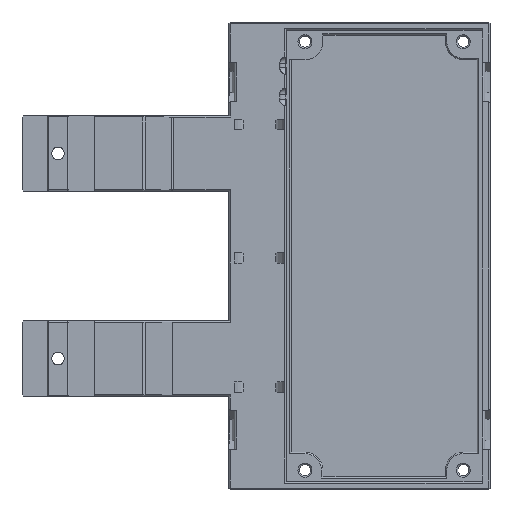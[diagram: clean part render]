
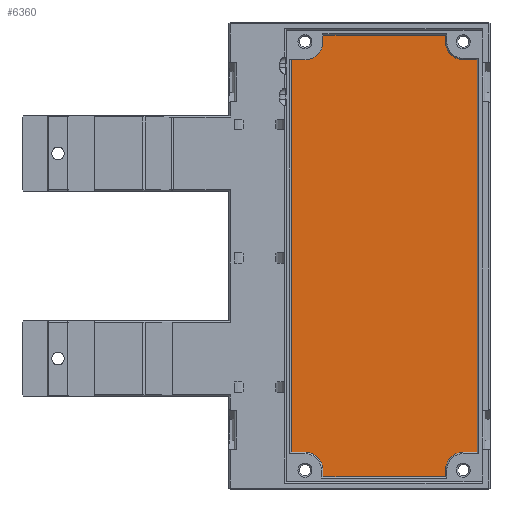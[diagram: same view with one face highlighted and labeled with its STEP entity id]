
A CAD part, top view. The second image highlights one B-rep face of the part: STEP entity #6360.
In plain terms, the highlighted planar face has unit normal (0, 0, 1).
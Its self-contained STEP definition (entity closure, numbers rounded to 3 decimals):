
#154=CIRCLE('',#6590,5.);
#155=CIRCLE('',#6595,5.);
#156=CIRCLE('',#6600,5.);
#239=CIRCLE('',#6915,5.);
#508=PLANE('',#6917);
#862=FACE_OUTER_BOUND('',#1237,.T.);
#1237=EDGE_LOOP('',(#5893,#5894,#5895,#5896,#5897,#5898,#5899,#5900,#5901,
#5902,#5903,#5904,#5905,#5906,#5907,#5908));
#1608=LINE('',#9687,#2316);
#1611=LINE('',#9692,#2319);
#1614=LINE('',#9700,#2322);
#1616=LINE('',#9704,#2324);
#1618=LINE('',#9708,#2326);
#1621=LINE('',#9716,#2329);
#1623=LINE('',#9720,#2331);
#1625=LINE('',#9724,#2333);
#1628=LINE('',#9732,#2336);
#1630=LINE('',#9736,#2338);
#1946=LINE('',#10545,#2654);
#1948=LINE('',#10551,#2656);
#2316=VECTOR('',#7704,10.);
#2319=VECTOR('',#7709,10.);
#2322=VECTOR('',#7718,10.);
#2324=VECTOR('',#7722,10.);
#2326=VECTOR('',#7726,10.);
#2329=VECTOR('',#7735,10.);
#2331=VECTOR('',#7739,10.);
#2333=VECTOR('',#7743,10.);
#2336=VECTOR('',#7752,10.);
#2338=VECTOR('',#7756,10.);
#2654=VECTOR('',#8694,10.);
#2656=VECTOR('',#8702,10.);
#3041=VERTEX_POINT('',#9684);
#3042=VERTEX_POINT('',#9686);
#3043=VERTEX_POINT('',#9690);
#3044=VERTEX_POINT('',#9694);
#3045=VERTEX_POINT('',#9698);
#3046=VERTEX_POINT('',#9702);
#3047=VERTEX_POINT('',#9706);
#3048=VERTEX_POINT('',#9710);
#3049=VERTEX_POINT('',#9714);
#3050=VERTEX_POINT('',#9718);
#3051=VERTEX_POINT('',#9722);
#3052=VERTEX_POINT('',#9726);
#3053=VERTEX_POINT('',#9730);
#3054=VERTEX_POINT('',#9734);
#3236=VERTEX_POINT('',#10543);
#3237=VERTEX_POINT('',#10547);
#3707=EDGE_CURVE('',#3041,#3042,#1608,.T.);
#3710=EDGE_CURVE('',#3043,#3041,#1611,.T.);
#3712=EDGE_CURVE('',#3044,#3043,#154,.T.);
#3714=EDGE_CURVE('',#3045,#3044,#1614,.T.);
#3716=EDGE_CURVE('',#3046,#3045,#1616,.T.);
#3718=EDGE_CURVE('',#3047,#3046,#1618,.T.);
#3720=EDGE_CURVE('',#3048,#3047,#155,.T.);
#3722=EDGE_CURVE('',#3049,#3048,#1621,.T.);
#3724=EDGE_CURVE('',#3050,#3049,#1623,.T.);
#3726=EDGE_CURVE('',#3051,#3050,#1625,.T.);
#3728=EDGE_CURVE('',#3052,#3051,#156,.T.);
#3730=EDGE_CURVE('',#3053,#3052,#1628,.T.);
#3732=EDGE_CURVE('',#3054,#3053,#1630,.T.);
#4138=EDGE_CURVE('',#3236,#3054,#1946,.T.);
#4140=EDGE_CURVE('',#3237,#3236,#239,.T.);
#4141=EDGE_CURVE('',#3042,#3237,#1948,.T.);
#5893=ORIENTED_EDGE('',*,*,#3732,.F.);
#5894=ORIENTED_EDGE('',*,*,#4138,.F.);
#5895=ORIENTED_EDGE('',*,*,#4140,.F.);
#5896=ORIENTED_EDGE('',*,*,#4141,.F.);
#5897=ORIENTED_EDGE('',*,*,#3707,.F.);
#5898=ORIENTED_EDGE('',*,*,#3710,.F.);
#5899=ORIENTED_EDGE('',*,*,#3712,.F.);
#5900=ORIENTED_EDGE('',*,*,#3714,.F.);
#5901=ORIENTED_EDGE('',*,*,#3716,.F.);
#5902=ORIENTED_EDGE('',*,*,#3718,.F.);
#5903=ORIENTED_EDGE('',*,*,#3720,.F.);
#5904=ORIENTED_EDGE('',*,*,#3722,.F.);
#5905=ORIENTED_EDGE('',*,*,#3724,.F.);
#5906=ORIENTED_EDGE('',*,*,#3726,.F.);
#5907=ORIENTED_EDGE('',*,*,#3728,.F.);
#5908=ORIENTED_EDGE('',*,*,#3730,.F.);
#6360=ADVANCED_FACE('',(#862),#508,.T.);
#6590=AXIS2_PLACEMENT_3D('',#9696,#7713,#7714);
#6595=AXIS2_PLACEMENT_3D('',#9712,#7730,#7731);
#6600=AXIS2_PLACEMENT_3D('',#9728,#7747,#7748);
#6915=AXIS2_PLACEMENT_3D('',#10549,#8698,#8699);
#6917=AXIS2_PLACEMENT_3D('',#10552,#8703,#8704);
#7704=DIRECTION('',(0.,1.,0.));
#7709=DIRECTION('',(-1.,0.,0.));
#7713=DIRECTION('center_axis',(0.,0.,1.));
#7714=DIRECTION('ref_axis',(1.,0.,0.));
#7718=DIRECTION('',(0.,1.,0.));
#7722=DIRECTION('',(-1.,0.001,0.));
#7726=DIRECTION('',(0.,-1.,0.));
#7730=DIRECTION('center_axis',(0.,0.,1.));
#7731=DIRECTION('ref_axis',(1.,0.,0.));
#7735=DIRECTION('',(-1.,0.,0.));
#7739=DIRECTION('',(0.,-1.,0.));
#7743=DIRECTION('',(1.,0.,0.));
#7747=DIRECTION('center_axis',(0.,0.,1.));
#7748=DIRECTION('ref_axis',(1.,0.,0.));
#7752=DIRECTION('',(0.,-1.,0.));
#7756=DIRECTION('',(1.,0.,0.));
#8694=DIRECTION('',(0.,1.,0.));
#8698=DIRECTION('center_axis',(0.,0.,1.));
#8699=DIRECTION('ref_axis',(1.,0.,0.));
#8702=DIRECTION('',(1.,0.,0.));
#8703=DIRECTION('center_axis',(0.,0.,1.));
#8704=DIRECTION('ref_axis',(1.,0.,0.));
#9684=CARTESIAN_POINT('',(9.8,-54.51,3.05));
#9686=CARTESIAN_POINT('',(9.8,54.51,3.05));
#9687=CARTESIAN_POINT('',(9.8,27.255,3.05));
#9690=CARTESIAN_POINT('',(13.6,-54.51,3.05));
#9692=CARTESIAN_POINT('',(22.7,-54.51,3.05));
#9694=CARTESIAN_POINT('',(18.6,-59.51,3.05));
#9696=CARTESIAN_POINT('Origin',(13.6,-59.51,3.05));
#9698=CARTESIAN_POINT('',(18.6,-61.285,3.05));
#9700=CARTESIAN_POINT('',(18.6,-29.755,3.05));
#9702=CARTESIAN_POINT('',(52.6,-61.315,3.05));
#9704=CARTESIAN_POINT('',(27.073,-61.293,3.05));
#9706=CARTESIAN_POINT('',(52.6,-59.51,3.05));
#9708=CARTESIAN_POINT('',(52.6,-30.657,3.05));
#9710=CARTESIAN_POINT('',(57.6,-54.51,3.05));
#9712=CARTESIAN_POINT('Origin',(57.6,-59.51,3.05));
#9714=CARTESIAN_POINT('',(61.4,-54.51,3.05));
#9716=CARTESIAN_POINT('',(46.6,-54.51,3.05));
#9718=CARTESIAN_POINT('',(61.4,54.51,3.05));
#9720=CARTESIAN_POINT('',(61.4,-27.255,3.05));
#9722=CARTESIAN_POINT('',(57.6,54.51,3.05));
#9724=CARTESIAN_POINT('',(48.5,54.51,3.05));
#9726=CARTESIAN_POINT('',(52.6,59.51,3.05));
#9728=CARTESIAN_POINT('Origin',(57.6,59.51,3.05));
#9730=CARTESIAN_POINT('',(52.6,61.324,3.05));
#9732=CARTESIAN_POINT('',(52.6,29.755,3.05));
#9734=CARTESIAN_POINT('',(18.6,61.324,3.05));
#9736=CARTESIAN_POINT('',(44.1,61.324,3.05));
#10543=CARTESIAN_POINT('',(18.6,59.51,3.05));
#10545=CARTESIAN_POINT('',(18.6,30.662,3.05));
#10547=CARTESIAN_POINT('',(13.6,54.51,3.05));
#10549=CARTESIAN_POINT('Origin',(13.6,59.51,3.05));
#10551=CARTESIAN_POINT('',(24.6,54.51,3.05));
#10552=CARTESIAN_POINT('Origin',(35.6,0.,3.05));
